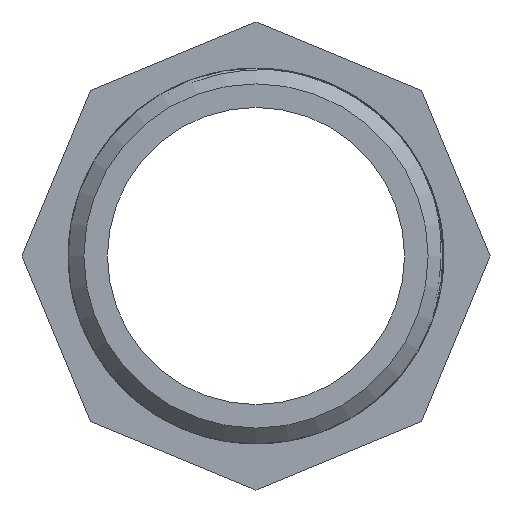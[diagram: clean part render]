
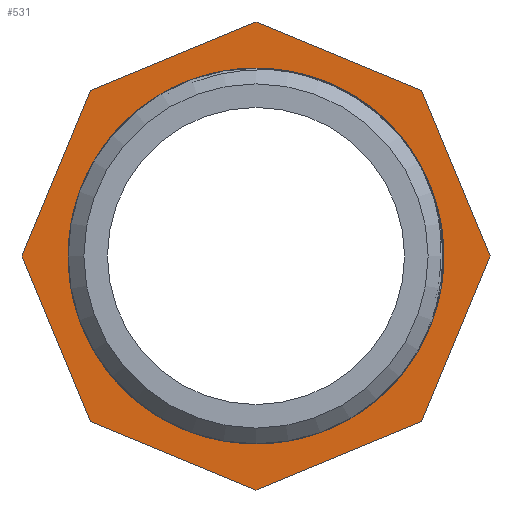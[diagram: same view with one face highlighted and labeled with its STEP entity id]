
A CAD part, front view. The second image highlights one B-rep face of the part: STEP entity #531.
In plain terms, the highlighted planar face has unit normal (0, -1, 0).
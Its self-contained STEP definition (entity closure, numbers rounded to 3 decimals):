
#42=LINE('',#777,#66);
#46=LINE('',#785,#70);
#49=LINE('',#791,#73);
#52=LINE('',#797,#76);
#55=LINE('',#803,#79);
#58=LINE('',#809,#82);
#61=LINE('',#815,#85);
#64=LINE('',#820,#88);
#66=VECTOR('',#648,10.);
#70=VECTOR('',#654,10.);
#73=VECTOR('',#659,10.);
#76=VECTOR('',#664,10.);
#79=VECTOR('',#669,10.);
#82=VECTOR('',#674,10.);
#85=VECTOR('',#679,10.);
#88=VECTOR('',#684,10.);
#111=FACE_BOUND('',#188,.T.);
#142=FACE_OUTER_BOUND('',#187,.T.);
#187=EDGE_LOOP('',(#412,#413,#414,#415,#416,#417,#418,#419));
#188=EDGE_LOOP('',(#420));
#228=CIRCLE('',#561,22.393);
#251=VERTEX_POINT('',#755);
#258=VERTEX_POINT('',#775);
#259=VERTEX_POINT('',#776);
#262=VERTEX_POINT('',#784);
#264=VERTEX_POINT('',#790);
#266=VERTEX_POINT('',#796);
#268=VERTEX_POINT('',#802);
#270=VERTEX_POINT('',#808);
#272=VERTEX_POINT('',#814);
#302=EDGE_CURVE('',#251,#251,#228,.T.);
#309=EDGE_CURVE('',#258,#259,#42,.T.);
#313=EDGE_CURVE('',#262,#258,#46,.T.);
#316=EDGE_CURVE('',#264,#262,#49,.T.);
#319=EDGE_CURVE('',#266,#264,#52,.T.);
#322=EDGE_CURVE('',#268,#266,#55,.T.);
#325=EDGE_CURVE('',#270,#268,#58,.T.);
#328=EDGE_CURVE('',#272,#270,#61,.T.);
#331=EDGE_CURVE('',#259,#272,#64,.T.);
#412=ORIENTED_EDGE('',*,*,#331,.F.);
#413=ORIENTED_EDGE('',*,*,#309,.F.);
#414=ORIENTED_EDGE('',*,*,#313,.F.);
#415=ORIENTED_EDGE('',*,*,#316,.F.);
#416=ORIENTED_EDGE('',*,*,#319,.F.);
#417=ORIENTED_EDGE('',*,*,#322,.F.);
#418=ORIENTED_EDGE('',*,*,#325,.F.);
#419=ORIENTED_EDGE('',*,*,#328,.F.);
#420=ORIENTED_EDGE('',*,*,#302,.F.);
#509=PLANE('',#581);
#531=ADVANCED_FACE('',(#142,#111),#509,.T.);
#561=AXIS2_PLACEMENT_3D('',#756,#622,#623);
#581=AXIS2_PLACEMENT_3D('',#822,#686,#687);
#622=DIRECTION('center_axis',(0.,-1.,0.));
#623=DIRECTION('ref_axis',(1.,0.,0.));
#648=DIRECTION('',(-0.383,0.,0.924));
#654=DIRECTION('',(-0.924,0.,0.383));
#659=DIRECTION('',(-0.924,0.,-0.383));
#664=DIRECTION('',(-0.383,0.,-0.924));
#669=DIRECTION('',(0.383,0.,-0.924));
#674=DIRECTION('',(0.924,0.,-0.383));
#679=DIRECTION('',(0.924,0.,0.383));
#684=DIRECTION('',(0.383,0.,0.924));
#686=DIRECTION('center_axis',(0.,-1.,0.));
#687=DIRECTION('ref_axis',(0.,0.,-1.));
#755=CARTESIAN_POINT('',(0.,-13.736,30.707));
#756=CARTESIAN_POINT('Origin',(0.,-13.736,8.314));
#775=CARTESIAN_POINT('',(-21.048,-13.736,-12.733));
#776=CARTESIAN_POINT('',(-29.766,-13.736,8.314));
#777=CARTESIAN_POINT('',(-21.048,-13.736,-12.733));
#784=CARTESIAN_POINT('',(0.,-13.736,-21.452));
#785=CARTESIAN_POINT('',(0.,-13.736,-21.452));
#790=CARTESIAN_POINT('',(21.048,-13.736,-12.733));
#791=CARTESIAN_POINT('',(21.048,-13.736,-12.733));
#796=CARTESIAN_POINT('',(29.766,-13.736,8.314));
#797=CARTESIAN_POINT('',(29.766,-13.736,8.314));
#802=CARTESIAN_POINT('',(21.048,-13.736,29.362));
#803=CARTESIAN_POINT('',(21.048,-13.736,29.362));
#808=CARTESIAN_POINT('',(0.,-13.736,38.08));
#809=CARTESIAN_POINT('',(0.,-13.736,38.08));
#814=CARTESIAN_POINT('',(-21.048,-13.736,29.362));
#815=CARTESIAN_POINT('',(-21.048,-13.736,29.362));
#820=CARTESIAN_POINT('',(-29.766,-13.736,8.314));
#822=CARTESIAN_POINT('Origin',(0.,-13.736,33.214));
